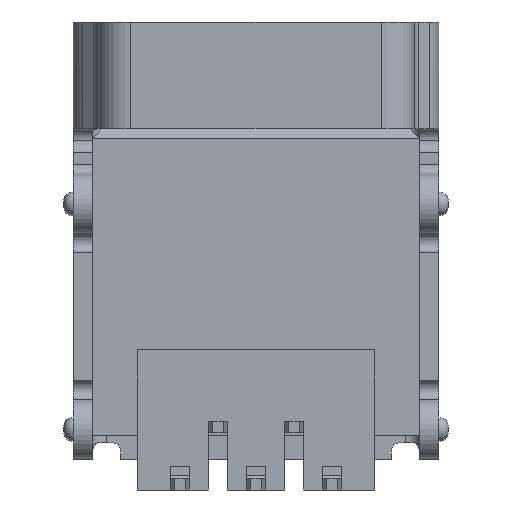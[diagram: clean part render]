
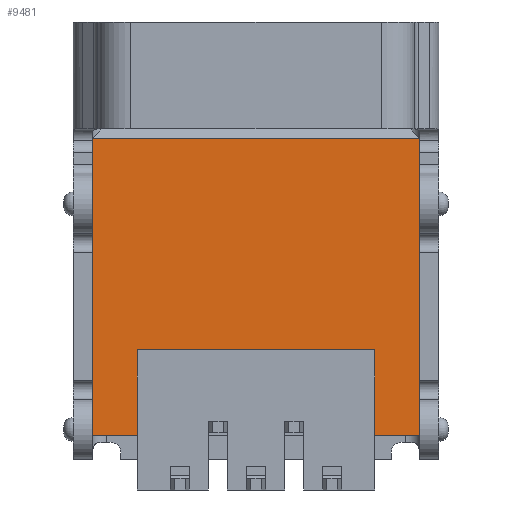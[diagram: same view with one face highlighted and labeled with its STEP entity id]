
A CAD part, front view. The second image highlights one B-rep face of the part: STEP entity #9481.
In plain terms, the highlighted planar face has unit normal (0, -1, 0).
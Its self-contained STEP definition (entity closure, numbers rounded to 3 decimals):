
#144 = FACE_OUTER_BOUND ( 'NONE', #12581, .T. ) ;
#475 = CARTESIAN_POINT ( 'NONE',  ( 3.45, -2.05, -8.7 ) ) ;
#1212 = DIRECTION ( 'NONE',  ( 0., 0., -1. ) ) ;
#1626 = CARTESIAN_POINT ( 'NONE',  ( -3.45, -2.05, -8.7 ) ) ;
#1822 = DIRECTION ( 'NONE',  ( -1., 0., 0. ) ) ;
#1931 = VECTOR ( 'NONE', #8907, 1000. ) ;
#2002 = PLANE ( 'NONE',  #8372 ) ;
#2158 = VERTEX_POINT ( 'NONE', #10329 ) ;
#2614 = VERTEX_POINT ( 'NONE', #1626 ) ;
#2677 = ORIENTED_EDGE ( 'NONE', *, *, #12980, .F. ) ;
#2938 = VECTOR ( 'NONE', #11507, 1000. ) ;
#2952 = CARTESIAN_POINT ( 'NONE',  ( 2.5, -2.05, -8.7 ) ) ;
#3122 = EDGE_CURVE ( 'NONE', #2158, #10485, #10364, .T. ) ;
#3176 = DIRECTION ( 'NONE',  ( 0., 1., 0. ) ) ;
#3498 = EDGE_CURVE ( 'NONE', #7631, #6389, #7978, .T. ) ;
#3570 = ORIENTED_EDGE ( 'NONE', *, *, #10401, .T. ) ;
#3903 = DIRECTION ( 'NONE',  ( -1., 0., 0. ) ) ;
#3985 = VERTEX_POINT ( 'NONE', #5890 ) ;
#4189 = DIRECTION ( 'NONE',  ( 1., 0., 0. ) ) ;
#4444 = CARTESIAN_POINT ( 'NONE',  ( -2.5, -2.05, -8.7 ) ) ;
#4554 = EDGE_CURVE ( 'NONE', #13609, #7494, #13149, .T. ) ;
#4749 = DIRECTION ( 'NONE',  ( 0., 0., -1. ) ) ;
#4952 = ORIENTED_EDGE ( 'NONE', *, *, #3122, .F. ) ;
#5259 = DIRECTION ( 'NONE',  ( 0., 0., 1. ) ) ;
#5399 = CARTESIAN_POINT ( 'NONE',  ( -3.15, -2.05, 0. ) ) ;
#5890 = CARTESIAN_POINT ( 'NONE',  ( 2.5, -2.05, -6.9 ) ) ;
#6075 = LINE ( 'NONE', #10220, #13437 ) ;
#6389 = VERTEX_POINT ( 'NONE', #475 ) ;
#6415 = ORIENTED_EDGE ( 'NONE', *, *, #10073, .F. ) ;
#6460 = VECTOR ( 'NONE', #4749, 1000. ) ;
#6711 = CARTESIAN_POINT ( 'NONE',  ( 3.45, -2.05, -9. ) ) ;
#6770 = VECTOR ( 'NONE', #1822, 1000. ) ;
#7494 = VERTEX_POINT ( 'NONE', #12438 ) ;
#7631 = VERTEX_POINT ( 'NONE', #2952 ) ;
#7811 = VECTOR ( 'NONE', #1212, 1000. ) ;
#7978 = LINE ( 'NONE', #9622, #9823 ) ;
#8192 = EDGE_CURVE ( 'NONE', #3985, #2158, #10711, .T. ) ;
#8225 = CARTESIAN_POINT ( 'NONE',  ( -3.45, -2.05, -2.45 ) ) ;
#8337 = VECTOR ( 'NONE', #3903, 1000. ) ;
#8372 = AXIS2_PLACEMENT_3D ( 'NONE', #5399, #3176, #5259 ) ;
#8901 = ORIENTED_EDGE ( 'NONE', *, *, #4554, .T. ) ;
#8907 = DIRECTION ( 'NONE',  ( 1., 0., 0. ) ) ;
#9222 = CARTESIAN_POINT ( 'NONE',  ( 2.5, -2.05, -6.9 ) ) ;
#9481 = ADVANCED_FACE ( 'NONE', ( #144 ), #2002, .F. ) ;
#9558 = ORIENTED_EDGE ( 'NONE', *, *, #3498, .T. ) ;
#9622 = CARTESIAN_POINT ( 'NONE',  ( 3.45, -2.05, -8.7 ) ) ;
#9626 = ORIENTED_EDGE ( 'NONE', *, *, #8192, .F. ) ;
#9823 = VECTOR ( 'NONE', #4189, 1000. ) ;
#10045 = CARTESIAN_POINT ( 'NONE',  ( -3.45, -2.05, -8.7 ) ) ;
#10073 = EDGE_CURVE ( 'NONE', #7631, #3985, #10847, .T. ) ;
#10220 = CARTESIAN_POINT ( 'NONE',  ( -3.45, -2.05, -2.25 ) ) ;
#10231 = ORIENTED_EDGE ( 'NONE', *, *, #10828, .F. ) ;
#10303 = CARTESIAN_POINT ( 'NONE',  ( 3.45, -2.05, -2.45 ) ) ;
#10329 = CARTESIAN_POINT ( 'NONE',  ( -2.5, -2.05, -6.9 ) ) ;
#10364 = LINE ( 'NONE', #4444, #7811 ) ;
#10401 = EDGE_CURVE ( 'NONE', #2614, #10485, #13502, .T. ) ;
#10485 = VERTEX_POINT ( 'NONE', #11584 ) ;
#10650 = LINE ( 'NONE', #6711, #6460 ) ;
#10711 = LINE ( 'NONE', #9222, #8337 ) ;
#10828 = EDGE_CURVE ( 'NONE', #13609, #6389, #10650, .T. ) ;
#10847 = LINE ( 'NONE', #13662, #2938 ) ;
#11507 = DIRECTION ( 'NONE',  ( 0., 0., 1. ) ) ;
#11584 = CARTESIAN_POINT ( 'NONE',  ( -2.5, -2.05, -8.7 ) ) ;
#12419 = DIRECTION ( 'NONE',  ( 0., 0., 1. ) ) ;
#12438 = CARTESIAN_POINT ( 'NONE',  ( -3.45, -2.05, -2.45 ) ) ;
#12581 = EDGE_LOOP ( 'NONE', ( #3570, #4952, #9626, #6415, #9558, #10231, #8901, #2677 ) ) ;
#12980 = EDGE_CURVE ( 'NONE', #2614, #7494, #6075, .T. ) ;
#13149 = LINE ( 'NONE', #8225, #6770 ) ;
#13437 = VECTOR ( 'NONE', #12419, 1000. ) ;
#13502 = LINE ( 'NONE', #10045, #1931 ) ;
#13609 = VERTEX_POINT ( 'NONE', #10303 ) ;
#13662 = CARTESIAN_POINT ( 'NONE',  ( 2.5, -2.05, -8.7 ) ) ;
